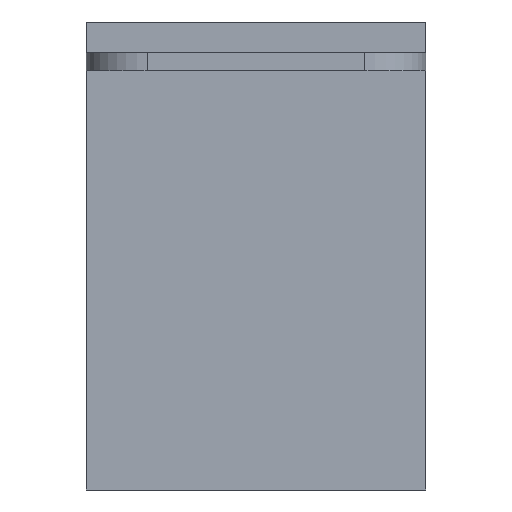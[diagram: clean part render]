
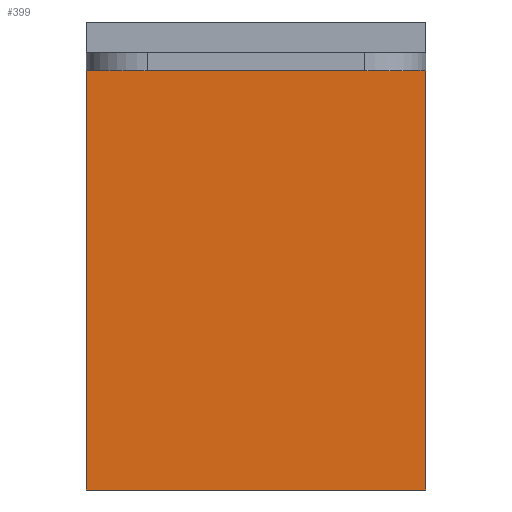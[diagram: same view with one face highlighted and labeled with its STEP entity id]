
A CAD part, front view. The second image highlights one B-rep face of the part: STEP entity #399.
In plain terms, the highlighted planar face has unit normal (0, -1, 0).
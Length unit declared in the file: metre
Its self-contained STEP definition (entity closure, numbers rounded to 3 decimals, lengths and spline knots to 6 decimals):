
#58=ORIENTED_EDGE('',*,*,#157,.F.);
#59=ORIENTED_EDGE('',*,*,#158,.T.);
#60=ORIENTED_EDGE('',*,*,#159,.T.);
#61=ORIENTED_EDGE('',*,*,#160,.F.);
#157=EDGE_CURVE('',#206,#207,#245,.T.);
#158=EDGE_CURVE('',#206,#208,#246,.T.);
#159=EDGE_CURVE('',#208,#209,#247,.T.);
#160=EDGE_CURVE('',#207,#209,#248,.T.);
#206=VERTEX_POINT('',#624);
#207=VERTEX_POINT('',#625);
#208=VERTEX_POINT('',#627);
#209=VERTEX_POINT('',#629);
#245=LINE('',#623,#291);
#246=LINE('',#626,#292);
#247=LINE('',#628,#293);
#248=LINE('',#630,#294);
#291=VECTOR('',#503,1.);
#292=VECTOR('',#504,1.);
#293=VECTOR('',#505,1.);
#294=VECTOR('',#506,1.);
#323=EDGE_LOOP('',(#58,#59,#60,#61));
#353=FACE_BOUND('',#323,.T.);
#380=PLANE('',#437);
#399=ADVANCED_FACE('',(#353),#380,.T.);
#437=AXIS2_PLACEMENT_3D('',#622,#501,#502);
#501=DIRECTION('',(0.,-1.,0.));
#502=DIRECTION('',(0.,0.,-1.));
#503=DIRECTION('',(1.,0.,0.));
#504=DIRECTION('',(0.,0.,-1.));
#505=DIRECTION('',(1.,0.,0.));
#506=DIRECTION('',(0.,0.,-1.));
#622=CARTESIAN_POINT('',(0.,-0.14,0.21));
#623=CARTESIAN_POINT('',(0.,-0.14,0.186));
#624=CARTESIAN_POINT('',(-0.0835,-0.14,0.186));
#625=CARTESIAN_POINT('',(0.0835,-0.14,0.186));
#626=CARTESIAN_POINT('',(-0.0835,-0.14,0.095));
#627=CARTESIAN_POINT('',(-0.0835,-0.14,-0.02));
#628=CARTESIAN_POINT('',(0.,-0.14,-0.02));
#629=CARTESIAN_POINT('',(0.0835,-0.14,-0.02));
#630=CARTESIAN_POINT('',(0.0835,-0.14,0.095));
